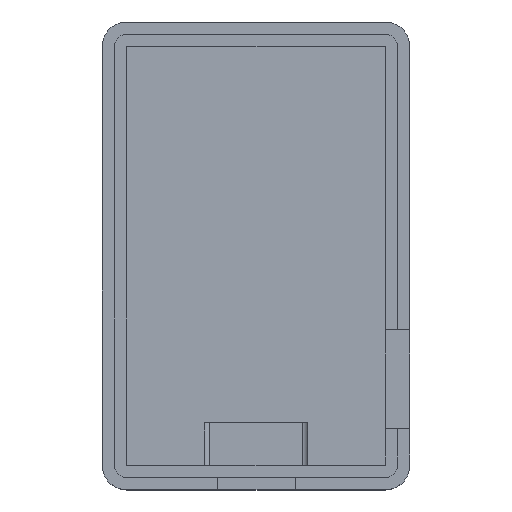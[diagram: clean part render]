
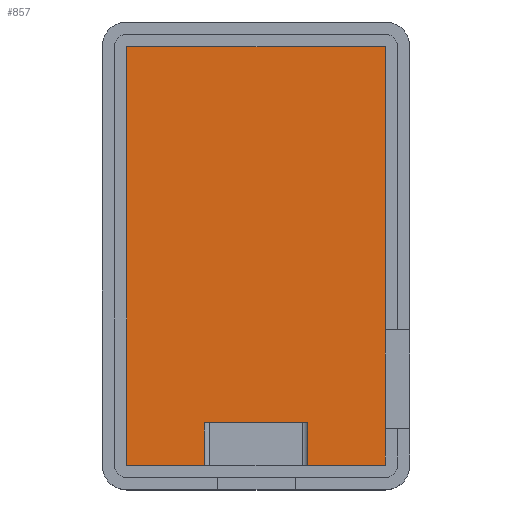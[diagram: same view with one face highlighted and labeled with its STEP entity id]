
A CAD part, top view. The second image highlights one B-rep face of the part: STEP entity #857.
In plain terms, the highlighted planar face has unit normal (0, 0, 1).
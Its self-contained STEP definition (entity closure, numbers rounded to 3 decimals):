
#91=FACE_OUTER_BOUND('',#133,.T.);
#133=EDGE_LOOP('',(#741,#742,#743,#744,#745,#746,#747,#748));
#171=LINE('',#1262,#267);
#172=LINE('',#1268,#268);
#173=LINE('',#1273,#269);
#174=LINE('',#1276,#270);
#178=LINE('',#1283,#274);
#207=LINE('',#1353,#303);
#227=LINE('',#1401,#323);
#228=LINE('',#1403,#324);
#267=VECTOR('',#1011,10.);
#268=VECTOR('',#1018,10.);
#269=VECTOR('',#1027,10.);
#270=VECTOR('',#1030,10.);
#274=VECTOR('',#1034,10.);
#303=VECTOR('',#1087,10.);
#323=VECTOR('',#1139,10.);
#324=VECTOR('',#1142,10.);
#363=VERTEX_POINT('',#1259);
#364=VERTEX_POINT('',#1261);
#365=VERTEX_POINT('',#1266);
#366=VERTEX_POINT('',#1267);
#367=VERTEX_POINT('',#1275);
#370=VERTEX_POINT('',#1281);
#399=VERTEX_POINT('',#1351);
#411=VERTEX_POINT('',#1399);
#456=EDGE_CURVE('',#364,#363,#171,.T.);
#459=EDGE_CURVE('',#365,#366,#172,.T.);
#463=EDGE_CURVE('',#366,#364,#173,.T.);
#464=EDGE_CURVE('',#367,#365,#174,.F.);
#468=EDGE_CURVE('',#363,#370,#178,.F.);
#503=EDGE_CURVE('',#370,#399,#207,.F.);
#528=EDGE_CURVE('',#399,#411,#227,.F.);
#529=EDGE_CURVE('',#411,#367,#228,.F.);
#741=ORIENTED_EDGE('',*,*,#456,.T.);
#742=ORIENTED_EDGE('',*,*,#468,.T.);
#743=ORIENTED_EDGE('',*,*,#503,.T.);
#744=ORIENTED_EDGE('',*,*,#528,.T.);
#745=ORIENTED_EDGE('',*,*,#529,.T.);
#746=ORIENTED_EDGE('',*,*,#464,.T.);
#747=ORIENTED_EDGE('',*,*,#459,.T.);
#748=ORIENTED_EDGE('',*,*,#463,.T.);
#819=PLANE('',#926);
#857=ADVANCED_FACE('',(#91),#819,.T.);
#926=AXIS2_PLACEMENT_3D('',#1404,#1143,#1144);
#1011=DIRECTION('',(0.,-1.,0.));
#1018=DIRECTION('',(0.,1.,0.));
#1027=DIRECTION('',(1.,0.,0.));
#1030=DIRECTION('',(-1.,0.,0.));
#1034=DIRECTION('',(-1.,0.,0.));
#1087=DIRECTION('',(0.,-1.,0.));
#1139=DIRECTION('',(1.,0.,0.));
#1142=DIRECTION('',(0.,1.,0.));
#1143=DIRECTION('center_axis',(0.,0.,1.));
#1144=DIRECTION('ref_axis',(1.,0.,0.));
#1259=CARTESIAN_POINT('',(4.208,-17.,2.));
#1261=CARTESIAN_POINT('',(4.208,-13.557,2.));
#1262=CARTESIAN_POINT('',(4.208,-13.557,2.));
#1266=CARTESIAN_POINT('',(-4.208,-17.,2.));
#1267=CARTESIAN_POINT('',(-4.208,-13.557,2.));
#1268=CARTESIAN_POINT('',(-4.208,-13.557,2.));
#1273=CARTESIAN_POINT('',(0.,-13.557,2.));
#1275=CARTESIAN_POINT('',(-10.5,-17.,2.));
#1276=CARTESIAN_POINT('',(-5.25,-17.,2.));
#1281=CARTESIAN_POINT('',(10.5,-17.,2.));
#1283=CARTESIAN_POINT('',(-5.25,-17.,2.));
#1351=CARTESIAN_POINT('',(10.5,17.,2.));
#1353=CARTESIAN_POINT('',(10.5,-8.5,2.));
#1399=CARTESIAN_POINT('',(-10.5,17.,2.));
#1401=CARTESIAN_POINT('',(5.25,17.,2.));
#1403=CARTESIAN_POINT('',(-10.5,8.5,2.));
#1404=CARTESIAN_POINT('Origin',(0.,0.,
2.));
